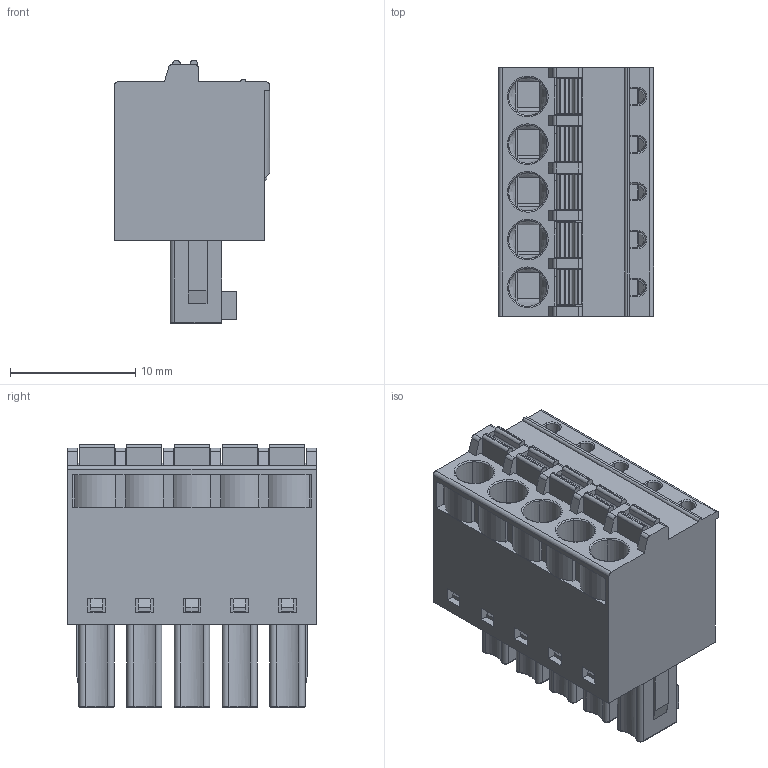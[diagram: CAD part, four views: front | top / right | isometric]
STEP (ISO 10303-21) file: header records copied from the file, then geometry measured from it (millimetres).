
FILE_DESCRIPTION((''),'2;1');
FILE_NAME('WJ15EDGKD-381-05P-00A','2017-03-16T',('QZY'),(''),'CREO PARAMETRIC BY PTC INC, 2014440','CREO PARAMETRIC BY PTC INC, 2014440','');
FILE_SCHEMA(('CONFIG_CONTROL_DESIGN'));
Length unit declared in the file: millimetre
Products named in the file (1): WJ15EDGKD-381-05P-00A
Bounding box: 12.4 x 19.84 x 21 mm (x, y, z)
Volume: 2023.2 mm3; surface area: 4995.8 mm2
Topology: 1 solids, 1 shells, 1010 faces, 2902 edges, 1855 vertices
Faces by surface type: plane 759, cylinder 166, torus 40, bspline 20, cone 15, sphere 10
Entity records: 33471 total; most frequent: CARTESIAN_POINT 6733, ORIENTED_EDGE 5784, DIRECTION 5276, EDGE_CURVE 2892, VECTOR 2396, LINE 2396, VERTEX_POINT 1855, AXIS2_PLACEMENT_3D 1440
